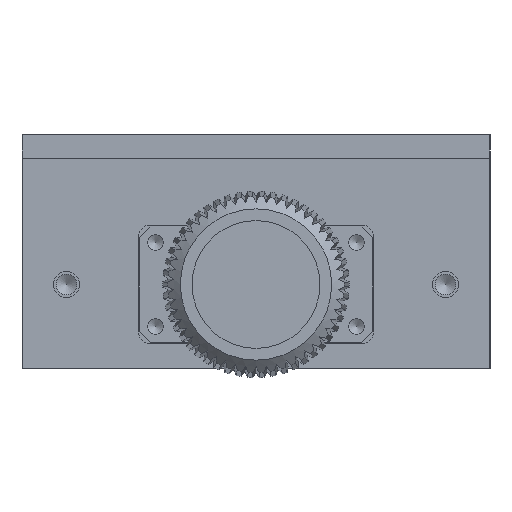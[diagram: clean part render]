
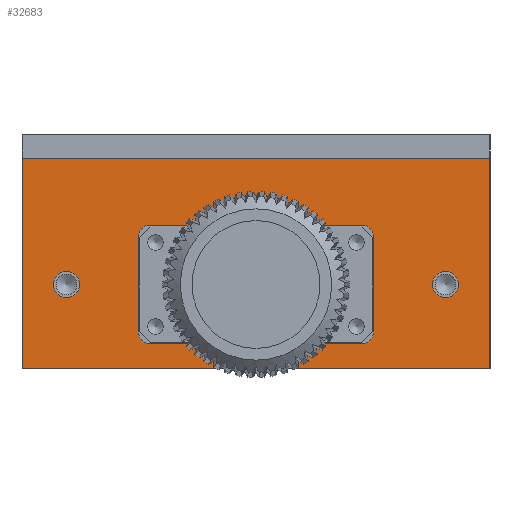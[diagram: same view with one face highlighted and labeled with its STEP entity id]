
A CAD part, left-side view. The second image highlights one B-rep face of the part: STEP entity #32683.
In plain terms, the highlighted planar face has unit normal (-1, 0, 0).
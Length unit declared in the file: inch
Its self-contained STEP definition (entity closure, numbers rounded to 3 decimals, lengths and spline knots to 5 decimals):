
#513 = ORIENTED_EDGE ( 'NONE', *, *, #15018, .F. ) ;
#1149 = DIRECTION ( 'NONE',  ( 0., 0., 1. ) ) ;
#1261 = LINE ( 'NONE', #7791, #8825 ) ;
#3554 = VECTOR ( 'NONE', #1149, 39.37008 ) ;
#4179 = VECTOR ( 'NONE', #49598, 39.37008 ) ;
#4424 = DIRECTION ( 'NONE',  ( 0., 0., -1. ) ) ;
#6028 = CARTESIAN_POINT ( 'NONE',  ( -2.75, -0.453, -0.437 ) ) ;
#6488 = CARTESIAN_POINT ( 'NONE',  ( -2.75, -1., -1. ) ) ;
#6998 = LINE ( 'NONE', #54398, #50647 ) ;
#7355 = CARTESIAN_POINT ( 'NONE',  ( -2.75, -1., -0.1 ) ) ;
#7791 = CARTESIAN_POINT ( 'NONE',  ( -2.75, 1., -0.1 ) ) ;
#8118 = EDGE_CURVE ( 'NONE', #54308, #37170, #57241, .T. ) ;
#8730 = DIRECTION ( 'NONE',  ( -1., 0., 0. ) ) ;
#8825 = VECTOR ( 'NONE', #31895, 39.37008 ) ;
#9476 = CARTESIAN_POINT ( 'NONE',  ( -2.75, -0.503, -0.843 ) ) ;
#9832 = EDGE_CURVE ( 'NONE', #58208, #17522, #60889, .T. ) ;
#10056 = ORIENTED_EDGE ( 'NONE', *, *, #8118, .T. ) ;
#10193 = VECTOR ( 'NONE', #53916, 39.37008 ) ;
#10853 = CARTESIAN_POINT ( 'NONE',  ( -2.75, 0.503, -0.893 ) ) ;
#11998 = EDGE_CURVE ( 'NONE', #29975, #56779, #61487, .T. ) ;
#12124 = CARTESIAN_POINT ( 'NONE',  ( -2.75, -0.81, -0.64 ) ) ;
#12183 = EDGE_LOOP ( 'NONE', ( #15244, #20146, #51887, #50116, #30708, #33991, #20977, #12505 ) ) ;
#12505 = ORIENTED_EDGE ( 'NONE', *, *, #43592, .T. ) ;
#12723 = AXIS2_PLACEMENT_3D ( 'NONE', #19696, #43659, #19272 ) ;
#13688 = EDGE_CURVE ( 'NONE', #24668, #54308, #57870, .T. ) ;
#13801 = EDGE_CURVE ( 'NONE', #24668, #15759, #42220, .T. ) ;
#14733 = CARTESIAN_POINT ( 'NONE',  ( -2.75, 1., -0.1 ) ) ;
#15018 = EDGE_CURVE ( 'NONE', #15759, #37170, #1261, .T. ) ;
#15244 = ORIENTED_EDGE ( 'NONE', *, *, #11998, .F. ) ;
#15543 = CARTESIAN_POINT ( 'NONE',  ( -2.75, 1., -1. ) ) ;
#15742 = EDGE_CURVE ( 'NONE', #21602, #17522, #27067, .T. ) ;
#15759 = VERTEX_POINT ( 'NONE', #15543 ) ;
#17048 = DIRECTION ( 'NONE',  ( -1., 0., 0. ) ) ;
#17323 = DIRECTION ( 'NONE',  ( 0., 0., -1. ) ) ;
#17522 = VERTEX_POINT ( 'NONE', #58506 ) ;
#18531 = DIRECTION ( 'NONE',  ( 0., 0., 1. ) ) ;
#18908 = VERTEX_POINT ( 'NONE', #49067 ) ;
#19272 = DIRECTION ( 'NONE',  ( 0., 0., -1. ) ) ;
#19542 = AXIS2_PLACEMENT_3D ( 'NONE', #7355, #51846, #50999 ) ;
#19696 = CARTESIAN_POINT ( 'NONE',  ( -2.75, -0.453, -0.843 ) ) ;
#20146 = ORIENTED_EDGE ( 'NONE', *, *, #36859, .T. ) ;
#20304 = AXIS2_PLACEMENT_3D ( 'NONE', #12124, #17048, #21957 ) ;
#20390 = VERTEX_POINT ( 'NONE', #53767 ) ;
#20977 = ORIENTED_EDGE ( 'NONE', *, *, #15742, .F. ) ;
#21398 = DIRECTION ( 'NONE',  ( 1., 0., 0. ) ) ;
#21602 = VERTEX_POINT ( 'NONE', #24259 ) ;
#21957 = DIRECTION ( 'NONE',  ( 0., 0., 1. ) ) ;
#22235 = CARTESIAN_POINT ( 'NONE',  ( -2.75, 0.503, -0.437 ) ) ;
#23095 = ORIENTED_EDGE ( 'NONE', *, *, #43412, .F. ) ;
#23654 = DIRECTION ( 'NONE',  ( 1., 0., 0. ) ) ;
#23723 = AXIS2_PLACEMENT_3D ( 'NONE', #6028, #21398, #60168 ) ;
#24259 = CARTESIAN_POINT ( 'NONE',  ( -2.75, 0.453, -0.893 ) ) ;
#24668 = VERTEX_POINT ( 'NONE', #6488 ) ;
#26795 = CARTESIAN_POINT ( 'NONE',  ( -2.75, 0.503, -0.843 ) ) ;
#27067 = LINE ( 'NONE', #10853, #4179 ) ;
#27727 = CIRCLE ( 'NONE', #60502, 0.05 ) ;
#28292 = ORIENTED_EDGE ( 'NONE', *, *, #13801, .F. ) ;
#28770 = CARTESIAN_POINT ( 'NONE',  ( -2.75, 0.453, -0.843 ) ) ;
#29776 = CARTESIAN_POINT ( 'NONE',  ( -2.75, -0.503, -0.437 ) ) ;
#29975 = VERTEX_POINT ( 'NONE', #22235 ) ;
#30213 = FACE_OUTER_BOUND ( 'NONE', #31526, .T. ) ;
#30708 = ORIENTED_EDGE ( 'NONE', *, *, #39953, .F. ) ;
#31526 = EDGE_LOOP ( 'NONE', ( #41039, #10056, #513, #28292 ) ) ;
#31895 = DIRECTION ( 'NONE',  ( 0., 0., 1. ) ) ;
#32683 = ADVANCED_FACE ( 'NONE', ( #50146, #44802, #47081, #30213 ), #56346, .T. ) ;
#33991 = ORIENTED_EDGE ( 'NONE', *, *, #9832, .T. ) ;
#35212 = EDGE_CURVE ( 'NONE', #18908, #18908, #60757, .T. ) ;
#36155 = CARTESIAN_POINT ( 'NONE',  ( -2.75, 0.453, -0.437 ) ) ;
#36581 = CARTESIAN_POINT ( 'NONE',  ( -2.75, -1., -0.1 ) ) ;
#36775 = VERTEX_POINT ( 'NONE', #29776 ) ;
#36831 = EDGE_CURVE ( 'NONE', #57409, #36775, #47414, .T. ) ;
#36859 = EDGE_CURVE ( 'NONE', #29975, #56359, #60415, .T. ) ;
#37170 = VERTEX_POINT ( 'NONE', #14733 ) ;
#38934 = AXIS2_PLACEMENT_3D ( 'NONE', #36155, #46231, #17323 ) ;
#39953 = EDGE_CURVE ( 'NONE', #58208, #36775, #44889, .T. ) ;
#41039 = ORIENTED_EDGE ( 'NONE', *, *, #13688, .T. ) ;
#42220 = LINE ( 'NONE', #54462, #62112 ) ;
#43241 = VECTOR ( 'NONE', #18531, 39.37008 ) ;
#43412 = EDGE_CURVE ( 'NONE', #20390, #20390, #53800, .T. ) ;
#43592 = EDGE_CURVE ( 'NONE', #21602, #56779, #27727, .T. ) ;
#43659 = DIRECTION ( 'NONE',  ( 1., 0., 0. ) ) ;
#44554 = DIRECTION ( 'NONE',  ( 0., 1., 0. ) ) ;
#44802 = FACE_BOUND ( 'NONE', #48054, .T. ) ;
#44889 = LINE ( 'NONE', #59560, #3554 ) ;
#45009 = AXIS2_PLACEMENT_3D ( 'NONE', #61993, #8730, #47466 ) ;
#46231 = DIRECTION ( 'NONE',  ( 1., 0., 0. ) ) ;
#47081 = FACE_BOUND ( 'NONE', #56444, .T. ) ;
#47231 = CARTESIAN_POINT ( 'NONE',  ( -2.75, -0.453, -0.387 ) ) ;
#47414 = CIRCLE ( 'NONE', #23723, 0.05 ) ;
#47466 = DIRECTION ( 'NONE',  ( 0., 0., 1. ) ) ;
#48054 = EDGE_LOOP ( 'NONE', ( #62013 ) ) ;
#49067 = CARTESIAN_POINT ( 'NONE',  ( -2.75, 0.81, -0.584 ) ) ;
#49598 = DIRECTION ( 'NONE',  ( 0., -1., 0. ) ) ;
#50116 = ORIENTED_EDGE ( 'NONE', *, *, #36831, .T. ) ;
#50146 = FACE_BOUND ( 'NONE', #12183, .T. ) ;
#50647 = VECTOR ( 'NONE', #44554, 39.37008 ) ;
#50999 = DIRECTION ( 'NONE',  ( 0., 0., 1. ) ) ;
#51060 = VECTOR ( 'NONE', #60812, 39.37008 ) ;
#51179 = CARTESIAN_POINT ( 'NONE',  ( -2.75, -1., -0.1 ) ) ;
#51846 = DIRECTION ( 'NONE',  ( -1., 0., 0. ) ) ;
#51887 = ORIENTED_EDGE ( 'NONE', *, *, #58276, .F. ) ;
#53767 = CARTESIAN_POINT ( 'NONE',  ( -2.75, -0.81, -0.584 ) ) ;
#53800 = CIRCLE ( 'NONE', #20304, 0.056 ) ;
#53916 = DIRECTION ( 'NONE',  ( 0., 0., -1. ) ) ;
#54030 = DIRECTION ( 'NONE',  ( 0., 1., 0. ) ) ;
#54146 = CARTESIAN_POINT ( 'NONE',  ( -2.75, 0.453, -0.387 ) ) ;
#54308 = VERTEX_POINT ( 'NONE', #36581 ) ;
#54398 = CARTESIAN_POINT ( 'NONE',  ( -2.75, -0.503, -0.387 ) ) ;
#54462 = CARTESIAN_POINT ( 'NONE',  ( -2.75, -1., -1. ) ) ;
#56346 = PLANE ( 'NONE',  #19542 ) ;
#56359 = VERTEX_POINT ( 'NONE', #54146 ) ;
#56444 = EDGE_LOOP ( 'NONE', ( #23095 ) ) ;
#56779 = VERTEX_POINT ( 'NONE', #26795 ) ;
#57241 = LINE ( 'NONE', #51179, #51060 ) ;
#57409 = VERTEX_POINT ( 'NONE', #47231 ) ;
#57870 = LINE ( 'NONE', #62777, #43241 ) ;
#58208 = VERTEX_POINT ( 'NONE', #9476 ) ;
#58276 = EDGE_CURVE ( 'NONE', #57409, #56359, #6998, .T. ) ;
#58506 = CARTESIAN_POINT ( 'NONE',  ( -2.75, -0.453, -0.893 ) ) ;
#58646 = CARTESIAN_POINT ( 'NONE',  ( -2.75, 0.503, -0.387 ) ) ;
#59560 = CARTESIAN_POINT ( 'NONE',  ( -2.75, -0.503, -0.893 ) ) ;
#60168 = DIRECTION ( 'NONE',  ( 0., 0., -1. ) ) ;
#60415 = CIRCLE ( 'NONE', #38934, 0.05 ) ;
#60502 = AXIS2_PLACEMENT_3D ( 'NONE', #28770, #23654, #4424 ) ;
#60757 = CIRCLE ( 'NONE', #45009, 0.056 ) ;
#60812 = DIRECTION ( 'NONE',  ( 0., 1., 0. ) ) ;
#60889 = CIRCLE ( 'NONE', #12723, 0.05 ) ;
#61487 = LINE ( 'NONE', #58646, #10193 ) ;
#61993 = CARTESIAN_POINT ( 'NONE',  ( -2.75, 0.81, -0.64 ) ) ;
#62013 = ORIENTED_EDGE ( 'NONE', *, *, #35212, .F. ) ;
#62112 = VECTOR ( 'NONE', #54030, 39.37008 ) ;
#62777 = CARTESIAN_POINT ( 'NONE',  ( -2.75, -1., -0.1 ) ) ;
